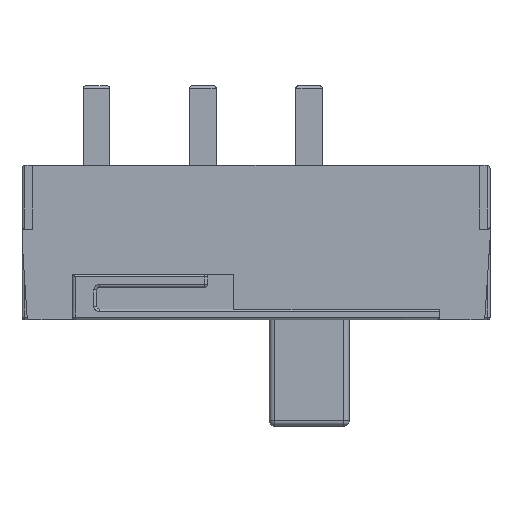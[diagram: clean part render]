
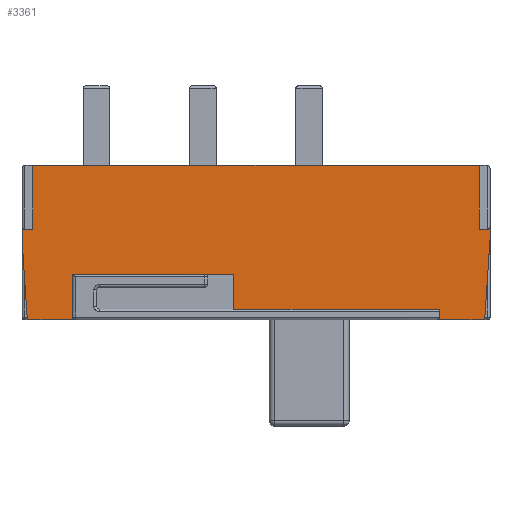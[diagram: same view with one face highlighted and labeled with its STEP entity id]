
A CAD part, top view. The second image highlights one B-rep face of the part: STEP entity #3361.
In plain terms, the highlighted planar face has unit normal (0, 0, 1).
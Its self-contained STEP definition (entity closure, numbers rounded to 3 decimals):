
#208=CIRCLE('',#3616,0.05);
#209=CIRCLE('',#3617,0.05);
#430=FACE_OUTER_BOUND('',#637,.T.);
#637=EDGE_LOOP('',(#2442,#2443,#2444,#2445,#2446,#2447,#2448,#2449,#2450,
#2451,#2452,#2453,#2454,#2455,#2456,#2457,#2458,#2459));
#866=LINE('',#5131,#1207);
#867=LINE('',#5133,#1208);
#868=LINE('',#5135,#1209);
#869=LINE('',#5137,#1210);
#870=LINE('',#5139,#1211);
#871=LINE('',#5141,#1212);
#872=LINE('',#5145,#1213);
#873=LINE('',#5147,#1214);
#874=LINE('',#5149,#1215);
#875=LINE('',#5151,#1216);
#876=LINE('',#5153,#1217);
#877=LINE('',#5155,#1218);
#878=LINE('',#5157,#1219);
#879=LINE('',#5159,#1220);
#880=LINE('',#5161,#1221);
#881=LINE('',#5164,#1222);
#1207=VECTOR('',#4113,1000.);
#1208=VECTOR('',#4114,1000.);
#1209=VECTOR('',#4115,1000.);
#1210=VECTOR('',#4116,1000.);
#1211=VECTOR('',#4117,1000.);
#1212=VECTOR('',#4118,1000.);
#1213=VECTOR('',#4121,1000.);
#1214=VECTOR('',#4122,1000.);
#1215=VECTOR('',#4123,1000.);
#1216=VECTOR('',#4124,1000.);
#1217=VECTOR('',#4125,1000.);
#1218=VECTOR('',#4126,1000.);
#1219=VECTOR('',#4127,1000.);
#1220=VECTOR('',#4128,1000.);
#1221=VECTOR('',#4129,1000.);
#1222=VECTOR('',#4132,1000.);
#1535=VERTEX_POINT('',#5129);
#1536=VERTEX_POINT('',#5130);
#1537=VERTEX_POINT('',#5132);
#1538=VERTEX_POINT('',#5134);
#1539=VERTEX_POINT('',#5136);
#1540=VERTEX_POINT('',#5138);
#1541=VERTEX_POINT('',#5140);
#1542=VERTEX_POINT('',#5142);
#1543=VERTEX_POINT('',#5144);
#1544=VERTEX_POINT('',#5146);
#1545=VERTEX_POINT('',#5148);
#1546=VERTEX_POINT('',#5150);
#1547=VERTEX_POINT('',#5152);
#1548=VERTEX_POINT('',#5154);
#1549=VERTEX_POINT('',#5156);
#1550=VERTEX_POINT('',#5158);
#1551=VERTEX_POINT('',#5160);
#1552=VERTEX_POINT('',#5162);
#1863=EDGE_CURVE('',#1535,#1536,#866,.T.);
#1864=EDGE_CURVE('',#1535,#1537,#867,.T.);
#1865=EDGE_CURVE('',#1538,#1537,#868,.T.);
#1866=EDGE_CURVE('',#1539,#1538,#869,.T.);
#1867=EDGE_CURVE('',#1539,#1540,#870,.T.);
#1868=EDGE_CURVE('',#1540,#1541,#871,.T.);
#1869=EDGE_CURVE('',#1541,#1542,#208,.T.);
#1870=EDGE_CURVE('',#1542,#1543,#872,.T.);
#1871=EDGE_CURVE('',#1543,#1544,#873,.T.);
#1872=EDGE_CURVE('',#1544,#1545,#874,.T.);
#1873=EDGE_CURVE('',#1546,#1545,#875,.T.);
#1874=EDGE_CURVE('',#1546,#1547,#876,.T.);
#1875=EDGE_CURVE('',#1547,#1548,#877,.T.);
#1876=EDGE_CURVE('',#1548,#1549,#878,.T.);
#1877=EDGE_CURVE('',#1549,#1550,#879,.T.);
#1878=EDGE_CURVE('',#1550,#1551,#880,.T.);
#1879=EDGE_CURVE('',#1551,#1552,#209,.T.);
#1880=EDGE_CURVE('',#1552,#1536,#881,.T.);
#2442=ORIENTED_EDGE('',*,*,#1863,.F.);
#2443=ORIENTED_EDGE('',*,*,#1864,.T.);
#2444=ORIENTED_EDGE('',*,*,#1865,.F.);
#2445=ORIENTED_EDGE('',*,*,#1866,.F.);
#2446=ORIENTED_EDGE('',*,*,#1867,.T.);
#2447=ORIENTED_EDGE('',*,*,#1868,.T.);
#2448=ORIENTED_EDGE('',*,*,#1869,.T.);
#2449=ORIENTED_EDGE('',*,*,#1870,.T.);
#2450=ORIENTED_EDGE('',*,*,#1871,.T.);
#2451=ORIENTED_EDGE('',*,*,#1872,.T.);
#2452=ORIENTED_EDGE('',*,*,#1873,.F.);
#2453=ORIENTED_EDGE('',*,*,#1874,.T.);
#2454=ORIENTED_EDGE('',*,*,#1875,.T.);
#2455=ORIENTED_EDGE('',*,*,#1876,.T.);
#2456=ORIENTED_EDGE('',*,*,#1877,.T.);
#2457=ORIENTED_EDGE('',*,*,#1878,.T.);
#2458=ORIENTED_EDGE('',*,*,#1879,.T.);
#2459=ORIENTED_EDGE('',*,*,#1880,.T.);
#3236=PLANE('',#3615);
#3361=ADVANCED_FACE('',(#430),#3236,.T.);
#3615=AXIS2_PLACEMENT_3D('',#5128,#4111,#4112);
#3616=AXIS2_PLACEMENT_3D('',#5143,#4119,#4120);
#3617=AXIS2_PLACEMENT_3D('',#5163,#4130,#4131);
#4111=DIRECTION('center_axis',(0.,0.,1.));
#4112=DIRECTION('ref_axis',(1.,0.,0.));
#4113=DIRECTION('',(0.,-1.,0.));
#4114=DIRECTION('',(1.,0.,0.));
#4115=DIRECTION('',(0.,1.,0.));
#4116=DIRECTION('',(-1.,0.,0.));
#4117=DIRECTION('',(0.,-1.,0.));
#4118=DIRECTION('',(1.,0.,0.));
#4119=DIRECTION('center_axis',(0.,0.,1.));
#4120=DIRECTION('ref_axis',(1.,0.,0.));
#4121=DIRECTION('',(0.067,0.998,0.));
#4122=DIRECTION('',(0.,1.,0.));
#4123=DIRECTION('',(-1.,0.,0.));
#4124=DIRECTION('',(0.,-1.,0.));
#4125=DIRECTION('',(-1.,0.,0.));
#4126=DIRECTION('',(0.,-1.,0.));
#4127=DIRECTION('',(-1.,0.,0.));
#4128=DIRECTION('',(0.,-1.,0.));
#4129=DIRECTION('',(0.067,-0.998,0.));
#4130=DIRECTION('center_axis',(0.,0.,1.));
#4131=DIRECTION('ref_axis',(1.,0.,0.));
#4132=DIRECTION('',(1.,0.,0.));
#5128=CARTESIAN_POINT('Origin',(0.,0.,2.));
#5129=CARTESIAN_POINT('',(-3.45,-0.594,2.));
#5130=CARTESIAN_POINT('',(-3.45,-1.45,2.));
#5131=CARTESIAN_POINT('',(-3.45,-1.25,2.));
#5132=CARTESIAN_POINT('',(-0.417,-0.594,2.));
#5133=CARTESIAN_POINT('',(0.,-0.594,2.));
#5134=CARTESIAN_POINT('',(-0.417,-1.25,2.));
#5135=CARTESIAN_POINT('',(-0.417,0.,2.));
#5136=CARTESIAN_POINT('',(3.45,-1.25,2.));
#5137=CARTESIAN_POINT('',(0.,-1.25,2.));
#5138=CARTESIAN_POINT('',(3.45,-1.45,2.));
#5139=CARTESIAN_POINT('',(3.45,-1.25,2.));
#5140=CARTESIAN_POINT('',(4.253,-1.45,2.));
#5141=CARTESIAN_POINT('',(-4.4,-1.45,2.));
#5142=CARTESIAN_POINT('',(4.303,-1.403,2.));
#5143=CARTESIAN_POINT('Origin',(4.253,-1.4,2.));
#5144=CARTESIAN_POINT('',(4.4,0.05,2.));
#5145=CARTESIAN_POINT('',(4.377,-0.292,2.));
#5146=CARTESIAN_POINT('',(4.4,0.25,2.));
#5147=CARTESIAN_POINT('',(4.4,1.45,2.));
#5148=CARTESIAN_POINT('',(4.2,0.25,2.));
#5149=CARTESIAN_POINT('',(4.4,0.25,2.));
#5150=CARTESIAN_POINT('',(4.2,1.45,2.));
#5151=CARTESIAN_POINT('',(4.2,1.75,2.));
#5152=CARTESIAN_POINT('',(-4.2,1.45,2.));
#5153=CARTESIAN_POINT('',(-4.4,1.45,2.));
#5154=CARTESIAN_POINT('',(-4.2,0.25,2.));
#5155=CARTESIAN_POINT('',(-4.2,1.75,2.));
#5156=CARTESIAN_POINT('',(-4.4,0.25,2.));
#5157=CARTESIAN_POINT('',(-4.2,0.25,2.));
#5158=CARTESIAN_POINT('',(-4.4,0.05,2.));
#5159=CARTESIAN_POINT('',(-4.4,1.45,2.));
#5160=CARTESIAN_POINT('',(-4.303,-1.403,2.));
#5161=CARTESIAN_POINT('',(-4.377,-0.292,2.));
#5162=CARTESIAN_POINT('',(-4.253,-1.45,2.));
#5163=CARTESIAN_POINT('Origin',(-4.253,-1.4,2.));
#5164=CARTESIAN_POINT('',(-4.4,-1.45,2.));
